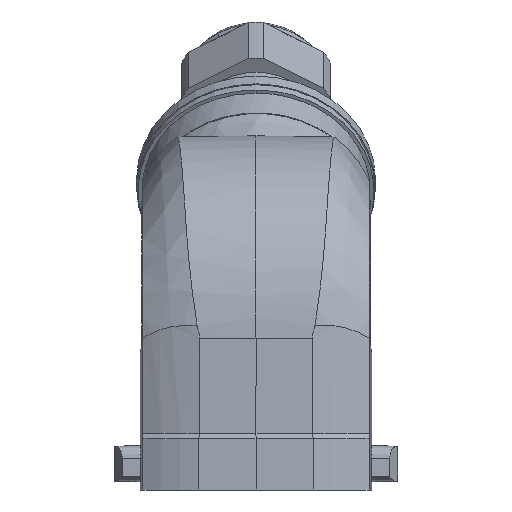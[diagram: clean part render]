
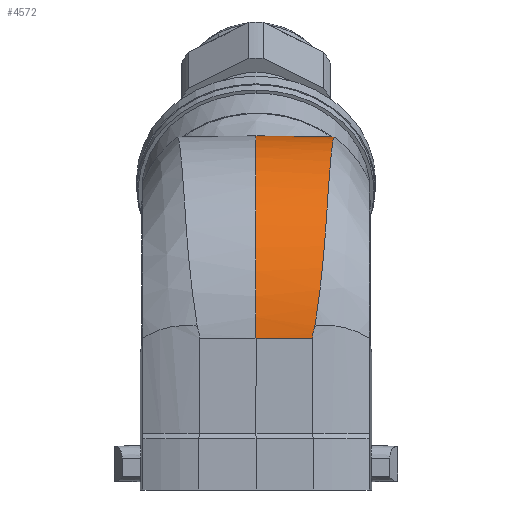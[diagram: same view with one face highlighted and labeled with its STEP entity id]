
A CAD part, left-side view. The second image highlights one B-rep face of the part: STEP entity #4572.
In plain terms, the highlighted free-form (B-spline) face has degree [1, 3] with [2, 13] control points.
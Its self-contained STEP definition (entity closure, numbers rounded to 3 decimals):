
#2508=B_SPLINE_SURFACE_WITH_KNOTS('',1,3,((#13776,#13777,#13778,#13779,
#13780,#13781,#13782,#13783,#13784,#13785,#13786,#13787,#13788),(#13789,
#13790,#13791,#13792,#13793,#13794,#13795,#13796,#13797,#13798,#13799,#13800,
#13801)),.UNSPECIFIED.,.F.,.F.,.F.,(2,2),(4,3,2,2,2,4),(0.,1.),(0.,0.192,
0.394,0.596,0.798,1.),.UNSPECIFIED.);
#2688=B_SPLINE_CURVE_WITH_KNOTS('',3,(#13323,#13324,#13325,#13326,#13327,
#13328,#13329,#13330,#13331,#13332),.UNSPECIFIED.,.F.,.F.,(4,2,2,2,4),(0.,
0.25,0.5,0.75,1.),.UNSPECIFIED.);
#2719=B_SPLINE_CURVE_WITH_KNOTS('',3,(#13726,#13727,#13728,#13729,#13730,
#13731,#13732,#13733,#13734,#13735,#13736,#13737),.UNSPECIFIED.,.F.,.F.,
(4,2,2,2,2,4),(0.,0.096,0.322,0.548,
0.774,1.),.UNSPECIFIED.);
#2720=B_SPLINE_CURVE_WITH_KNOTS('',3,(#13741,#13742,#13743,#13744),
 .UNSPECIFIED.,.F.,.F.,(4,4),(0.,1.),.UNSPECIFIED.);
#2721=B_SPLINE_CURVE_WITH_KNOTS('',3,(#13746,#13747,#13748,#13749),
 .UNSPECIFIED.,.F.,.F.,(4,4),(0.,1.),.UNSPECIFIED.);
#2722=B_SPLINE_CURVE_WITH_KNOTS('',3,(#13751,#13752,#13753,#13754,#13755,
#13756,#13757,#13758,#13759,#13760,#13761,#13762,#13763,#13764,#13765,#13766,
#13767,#13768),.UNSPECIFIED.,.F.,.F.,(4,2,2,2,2,2,2,2,4),(0.,0.125,0.25,
0.375,0.5,0.625,0.75,0.875,1.),.UNSPECIFIED.);
#2723=B_SPLINE_CURVE_WITH_KNOTS('',3,(#13770,#13771,#13772,#13773,#13774,
#13775),.UNSPECIFIED.,.F.,.F.,(4,2,4),(0.,0.5,1.),.UNSPECIFIED.);
#2851=FACE_OUTER_BOUND('',#5363,.T.);
#3336=LINE('',#13739,#3993);
#3993=VECTOR('',#11217,1.);
#4572=ADVANCED_FACE('',(#2851),#2508,.T.);
#5363=EDGE_LOOP('',(#6025,#6026,#6027,#6028,#6029,#6030,#6031));
#6025=ORIENTED_EDGE('',*,*,#8745,.F.);
#6026=ORIENTED_EDGE('',*,*,#8826,.T.);
#6027=ORIENTED_EDGE('',*,*,#8827,.T.);
#6028=ORIENTED_EDGE('',*,*,#8828,.F.);
#6029=ORIENTED_EDGE('',*,*,#8829,.F.);
#6030=ORIENTED_EDGE('',*,*,#8830,.F.);
#6031=ORIENTED_EDGE('',*,*,#8831,.F.);
#8036=VERTEX_POINT('',#13322);
#8037=VERTEX_POINT('',#13333);
#8105=VERTEX_POINT('',#13738);
#8106=VERTEX_POINT('',#13740);
#8107=VERTEX_POINT('',#13745);
#8108=VERTEX_POINT('',#13750);
#8109=VERTEX_POINT('',#13769);
#8745=EDGE_CURVE('',#8036,#8037,#2688,.T.);
#8826=EDGE_CURVE('',#8036,#8105,#2719,.T.);
#8827=EDGE_CURVE('',#8105,#8106,#3336,.T.);
#8828=EDGE_CURVE('',#8107,#8106,#2720,.T.);
#8829=EDGE_CURVE('',#8108,#8107,#2721,.T.);
#8830=EDGE_CURVE('',#8109,#8108,#2722,.T.);
#8831=EDGE_CURVE('',#8037,#8109,#2723,.T.);
#11217=DIRECTION('',(0.017,-1.,0.));
#13322=CARTESIAN_POINT('',(6.089,0.,58.096));
#13323=CARTESIAN_POINT('',(6.089,0.,58.096));
#13324=CARTESIAN_POINT('',(6.06,-1.416,58.076));
#13325=CARTESIAN_POINT('',(6.226,-2.8,58.023));
#13326=CARTESIAN_POINT('',(6.898,-5.51,57.842));
#13327=CARTESIAN_POINT('',(7.413,-6.844,57.711));
#13328=CARTESIAN_POINT('',(8.658,-9.33,57.362));
#13329=CARTESIAN_POINT('',(9.388,-10.493,57.145));
#13330=CARTESIAN_POINT('',(11.001,-12.694,56.596));
#13331=CARTESIAN_POINT('',(11.892,-13.741,56.262));
#13332=CARTESIAN_POINT('',(12.823,-14.707,55.865));
#13333=CARTESIAN_POINT('',(12.823,-14.707,55.865));
#13726=CARTESIAN_POINT('',(6.089,0.,58.096));
#13727=CARTESIAN_POINT('',(4.078,0.,58.463));
#13728=CARTESIAN_POINT('',(2.039,0.,58.65));
#13729=CARTESIAN_POINT('',(-4.778,0.,58.65));
#13730=CARTESIAN_POINT('',(-9.554,0.,57.626));
#13731=CARTESIAN_POINT('',(-18.382,0.,53.683));
#13732=CARTESIAN_POINT('',(-22.431,0.,50.767));
#13733=CARTESIAN_POINT('',(-29.188,0.,43.482));
#13734=CARTESIAN_POINT('',(-31.893,0.,39.117));
#13735=CARTESIAN_POINT('',(-35.55,0.,29.6));
#13736=CARTESIAN_POINT('',(-36.5,0.,24.451));
#13737=CARTESIAN_POINT('',(-36.5,0.,19.3));
#13738=CARTESIAN_POINT('',(-36.5,0.,19.3));
#13739=CARTESIAN_POINT('',(-36.5,0.,19.3));
#13740=CARTESIAN_POINT('',(-36.308,-11.,19.3));
#13741=CARTESIAN_POINT('',(-36.296,-11.065,20.234));
#13742=CARTESIAN_POINT('',(-36.3,-11.044,19.923));
#13743=CARTESIAN_POINT('',(-36.304,-11.022,19.611));
#13744=CARTESIAN_POINT('',(-36.308,-11.,19.3));
#13745=CARTESIAN_POINT('',(-36.296,-11.065,20.234));
#13746=CARTESIAN_POINT('',(-36.233,-11.411,21.682));
#13747=CARTESIAN_POINT('',(-36.262,-11.256,21.215));
#13748=CARTESIAN_POINT('',(-36.284,-11.135,20.734));
#13749=CARTESIAN_POINT('',(-36.296,-11.065,20.234));
#13750=CARTESIAN_POINT('',(-36.233,-11.411,21.682));
#13751=CARTESIAN_POINT('',(0.,-15.187,58.385));
#13752=CARTESIAN_POINT('',(-2.377,-15.101,58.386));
#13753=CARTESIAN_POINT('',(-4.782,-15.022,58.127));
#13754=CARTESIAN_POINT('',(-9.414,-14.852,57.132));
#13755=CARTESIAN_POINT('',(-11.658,-14.765,56.401));
#13756=CARTESIAN_POINT('',(-16.,-14.552,54.472));
#13757=CARTESIAN_POINT('',(-18.089,-14.435,53.27));
#13758=CARTESIAN_POINT('',(-21.93,-14.214,50.531));
#13759=CARTESIAN_POINT('',(-23.711,-14.105,48.983));
#13760=CARTESIAN_POINT('',(-26.992,-13.862,45.529));
#13761=CARTESIAN_POINT('',(-28.466,-13.735,43.643));
#13762=CARTESIAN_POINT('',(-31.028,-13.472,39.686));
#13763=CARTESIAN_POINT('',(-32.131,-13.327,37.599));
#13764=CARTESIAN_POINT('',(-33.977,-12.917,33.215));
#13765=CARTESIAN_POINT('',(-34.701,-12.678,30.948));
#13766=CARTESIAN_POINT('',(-35.756,-12.129,26.368));
#13767=CARTESIAN_POINT('',(-36.092,-11.804,24.042));
#13768=CARTESIAN_POINT('',(-36.233,-11.411,21.682));
#13769=CARTESIAN_POINT('',(0.,-15.187,58.385));
#13770=CARTESIAN_POINT('',(12.823,-14.707,55.865));
#13771=CARTESIAN_POINT('',(10.775,-14.803,56.697));
#13772=CARTESIAN_POINT('',(8.681,-14.88,57.322));
#13773=CARTESIAN_POINT('',(4.404,-15.035,58.166));
#13774=CARTESIAN_POINT('',(2.2,-15.107,58.386));
#13775=CARTESIAN_POINT('',(0.,-15.187,58.385));
#13776=CARTESIAN_POINT('',(13.211,-15.278,55.693));
#13777=CARTESIAN_POINT('',(9.013,-15.278,57.465));
#13778=CARTESIAN_POINT('',(4.507,-15.278,58.383));
#13779=CARTESIAN_POINT('',(0.,-15.278,58.383));
#13780=CARTESIAN_POINT('',(-4.74,-15.278,58.383));
#13781=CARTESIAN_POINT('',(-9.479,-15.278,57.367));
#13782=CARTESIAN_POINT('',(-18.24,-15.278,53.455));
#13783=CARTESIAN_POINT('',(-22.259,-15.278,50.56));
#13784=CARTESIAN_POINT('',(-28.969,-15.278,43.327));
#13785=CARTESIAN_POINT('',(-31.656,-15.278,38.991));
#13786=CARTESIAN_POINT('',(-35.289,-15.278,29.535));
#13787=CARTESIAN_POINT('',(-36.233,-15.278,24.419));
#13788=CARTESIAN_POINT('',(-36.233,-15.278,19.3));
#13789=CARTESIAN_POINT('',(13.315,0.,55.938));
#13790=CARTESIAN_POINT('',(9.084,0.,57.724));
#13791=CARTESIAN_POINT('',(4.543,0.,58.65));
#13792=CARTESIAN_POINT('',(0.,0.,58.65));
#13793=CARTESIAN_POINT('',(-4.778,0.,58.65));
#13794=CARTESIAN_POINT('',(-9.554,0.,57.626));
#13795=CARTESIAN_POINT('',(-18.382,0.,53.683));
#13796=CARTESIAN_POINT('',(-22.431,0.,50.767));
#13797=CARTESIAN_POINT('',(-29.188,0.,43.482));
#13798=CARTESIAN_POINT('',(-31.893,0.,39.117));
#13799=CARTESIAN_POINT('',(-35.55,0.,29.6));
#13800=CARTESIAN_POINT('',(-36.5,0.,24.451));
#13801=CARTESIAN_POINT('',(-36.5,0.,19.3));
